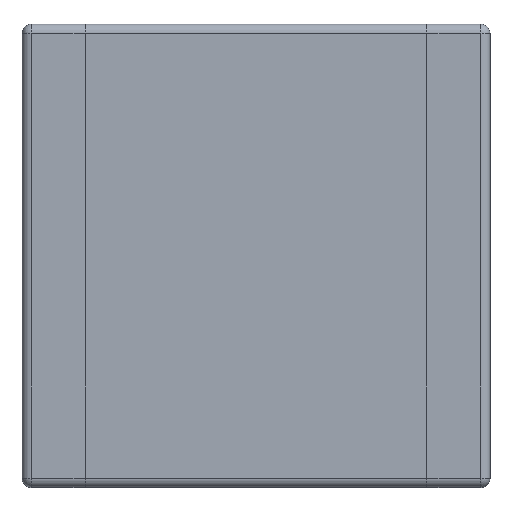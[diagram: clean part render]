
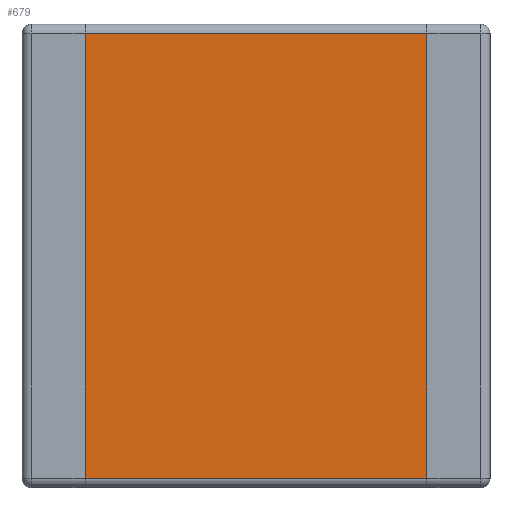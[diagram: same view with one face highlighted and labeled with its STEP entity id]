
A CAD part, top view. The second image highlights one B-rep face of the part: STEP entity #679.
In plain terms, the highlighted planar face has unit normal (0, 0, 1).
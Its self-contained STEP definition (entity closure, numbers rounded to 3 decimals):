
#29=PLANE($,#756);
#61=LINE($,#1113,#117);
#66=LINE($,#1128,#122);
#71=LINE($,#1141,#127);
#72=LINE($,#1144,#128);
#117=VECTOR($,#896,9.5);
#122=VECTOR($,#911,7.3);
#127=VECTOR($,#924,7.3);
#128=VECTOR($,#929,9.5);
#195=FACE_OUTER_BOUND($,#241,.T.);
#241=EDGE_LOOP($,(#558,#559,#560,#561));
#327=VERTEX_POINT($,#1110);
#328=VERTEX_POINT($,#1112);
#333=VERTEX_POINT($,#1126);
#337=VERTEX_POINT($,#1140);
#400=EDGE_CURVE($,#328,#327,#61,.T.);
#408=EDGE_CURVE($,#333,#327,#66,.T.);
#414=EDGE_CURVE($,#328,#337,#71,.T.);
#416=EDGE_CURVE($,#333,#337,#72,.T.);
#558=ORIENTED_EDGE($,*,*,#408,.F.);
#559=ORIENTED_EDGE($,*,*,#416,.T.);
#560=ORIENTED_EDGE($,*,*,#414,.F.);
#561=ORIENTED_EDGE($,*,*,#400,.T.);
#679=ADVANCED_FACE($,(#195),#29,.T.);
#756=AXIS2_PLACEMENT_3D($,#1143,#927,#928);
#896=DIRECTION($,(0.,-1.,0.));
#911=DIRECTION($,(-1.,0.,0.));
#924=DIRECTION($,(1.,0.,0.));
#927=DIRECTION('center_axis',(0.,0.,1.));
#928=DIRECTION('ref_axis',(1.,0.,0.));
#929=DIRECTION($,(0.,1.,0.));
#1110=CARTESIAN_POINT('',(-3.65,-4.75,4.32));
#1112=CARTESIAN_POINT('',(-3.65,4.75,4.32));
#1113=CARTESIAN_POINT($,(-3.65,-4.95,4.32));
#1126=CARTESIAN_POINT('',(3.65,-4.75,4.32));
#1128=CARTESIAN_POINT($,(-1.825,-4.75,4.32));
#1140=CARTESIAN_POINT('',(3.65,4.75,4.32));
#1141=CARTESIAN_POINT($,(1.825,4.75,4.32));
#1143=CARTESIAN_POINT('Origin',(0.,0.,4.32));
#1144=CARTESIAN_POINT($,(3.65,4.95,4.32));
